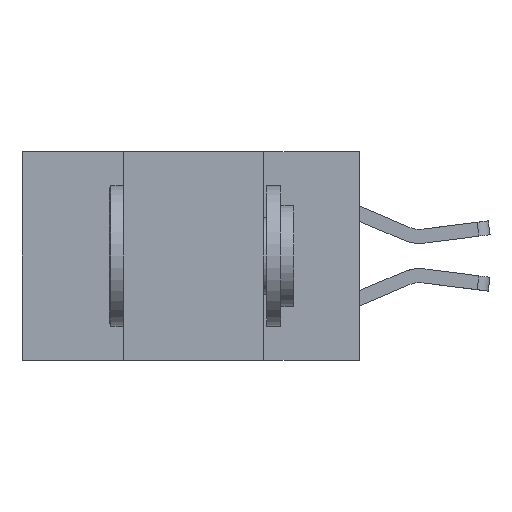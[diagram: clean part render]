
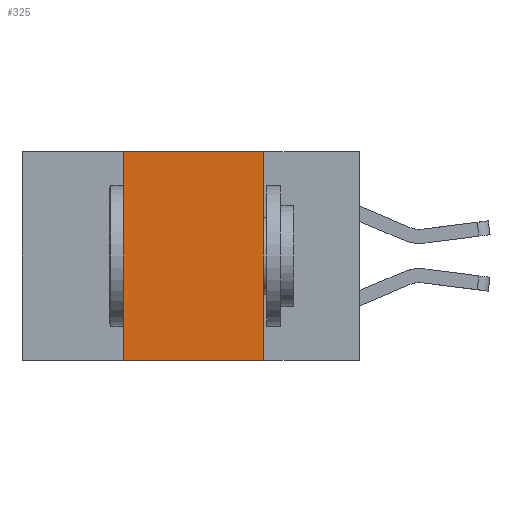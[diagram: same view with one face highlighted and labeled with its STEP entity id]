
A CAD part, left-side view. The second image highlights one B-rep face of the part: STEP entity #325.
In plain terms, the highlighted planar face has unit normal (-1, 0, 0).
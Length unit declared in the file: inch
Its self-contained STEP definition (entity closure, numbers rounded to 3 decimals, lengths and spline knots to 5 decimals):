
#325 = ADVANCED_FACE ( 'NONE', ( #2034 ), #11235, .F. ) ;
#1212 = CARTESIAN_POINT ( 'NONE',  ( 0., 0.6, 0. ) ) ;
#1667 = DIRECTION ( 'NONE',  ( 0., 0., -1. ) ) ;
#2034 = FACE_OUTER_BOUND ( 'NONE', #13280, .T. ) ;
#2456 = VERTEX_POINT ( 'NONE', #4262 ) ;
#2901 = EDGE_CURVE ( 'NONE', #8925, #12002, #5937, .T. ) ;
#3636 = CARTESIAN_POINT ( 'NONE',  ( 0., 0.17, -0.37 ) ) ;
#3640 = ORIENTED_EDGE ( 'NONE', *, *, #7080, .F. ) ;
#4024 = CARTESIAN_POINT ( 'NONE',  ( 0., 0.6, -0.37 ) ) ;
#4262 = CARTESIAN_POINT ( 'NONE',  ( 0., 0.42, 0. ) ) ;
#4484 = CARTESIAN_POINT ( 'NONE',  ( 0., 0.42, -0.37 ) ) ;
#4818 = CARTESIAN_POINT ( 'NONE',  ( 0., 0.17, 0. ) ) ;
#4996 = DIRECTION ( 'NONE',  ( 0., -1., 0. ) ) ;
#5937 = LINE ( 'NONE', #4024, #8644 ) ;
#6403 = EDGE_CURVE ( 'NONE', #11435, #12002, #12359, .T. ) ;
#6442 = CARTESIAN_POINT ( 'NONE',  ( 0., 0.6, 0. ) ) ;
#6583 = VECTOR ( 'NONE', #13270, 39.37008 ) ;
#7080 = EDGE_CURVE ( 'NONE', #8925, #2456, #8178, .T. ) ;
#7147 = ORIENTED_EDGE ( 'NONE', *, *, #2901, .T. ) ;
#7372 = VECTOR ( 'NONE', #1667, 39.37008 ) ;
#7552 = ORIENTED_EDGE ( 'NONE', *, *, #11132, .F. ) ;
#7839 = VECTOR ( 'NONE', #9020, 39.37008 ) ;
#8178 = LINE ( 'NONE', #9994, #7839 ) ;
#8267 = ORIENTED_EDGE ( 'NONE', *, *, #6403, .F. ) ;
#8644 = VECTOR ( 'NONE', #4996, 39.37008 ) ;
#8925 = VERTEX_POINT ( 'NONE', #4484 ) ;
#8938 = LINE ( 'NONE', #6442, #6583 ) ;
#9020 = DIRECTION ( 'NONE',  ( 0., 0., 1. ) ) ;
#9994 = CARTESIAN_POINT ( 'NONE',  ( 0., 0.42, 0. ) ) ;
#10891 = DIRECTION ( 'NONE',  ( 0., 0., -1. ) ) ;
#10907 = DIRECTION ( 'NONE',  ( 1., 0., 0. ) ) ;
#11132 = EDGE_CURVE ( 'NONE', #2456, #11435, #8938, .T. ) ;
#11235 = PLANE ( 'NONE',  #11892 ) ;
#11435 = VERTEX_POINT ( 'NONE', #4818 ) ;
#11892 = AXIS2_PLACEMENT_3D ( 'NONE', #1212, #10907, #10891 ) ;
#11895 = CARTESIAN_POINT ( 'NONE',  ( 0., 0.17, 0. ) ) ;
#12002 = VERTEX_POINT ( 'NONE', #3636 ) ;
#12359 = LINE ( 'NONE', #11895, #7372 ) ;
#13270 = DIRECTION ( 'NONE',  ( 0., -1., 0. ) ) ;
#13280 = EDGE_LOOP ( 'NONE', ( #8267, #7552, #3640, #7147 ) ) ;
